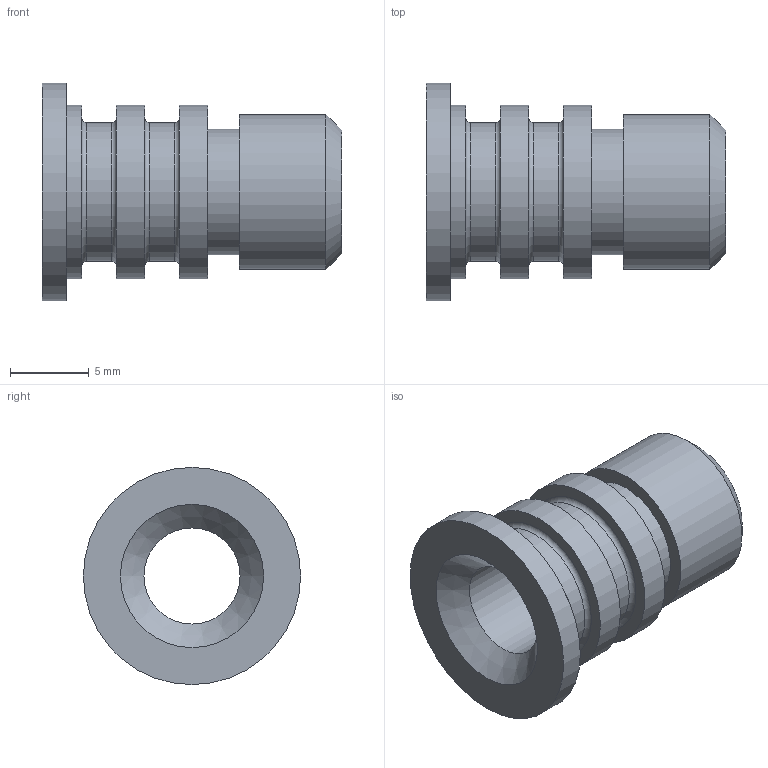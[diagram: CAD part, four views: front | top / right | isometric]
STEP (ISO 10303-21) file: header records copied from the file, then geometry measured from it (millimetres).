
FILE_DESCRIPTION(/* description */ (''),/* implementation_level */ '2;1');
FILE_NAME(/* name */ 'penetrator_LED.step',/* time_stamp */ '2024-09-25T12:03:19+02:00',/* author */ (''),/* organization */ (''),/* preprocessor_version */ 'ST-DEVELOPER v20',/* originating_system */ 'Autodesk Translation Framework v13.20.0.188',/* authorisation */ '');
FILE_SCHEMA (('AUTOMOTIVE_DESIGN { 1 0 10303 214 3 1 1 }'));
Length unit declared in the file: millimetre
Products named in the file (1): logger_penetrator_LED
Bounding box: 19 x 13.8 x 13.8 mm (x, y, z)
Volume: 932.3 mm3; surface area: 1343.1 mm2
Topology: 1 solids, 1 shells, 24 faces, 44 edges, 29 vertices
Faces by surface type: cylinder 9, plane 9, torus 4, cone 2
Full cylindrical faces by diameter (mm): 6.1 x1, 8 x1, 8.8 x2, 9.85 x1, 11 x3, 13.8 x1
Entity records: 650 total; most frequent: DIRECTION 127, CARTESIAN_POINT 98, ORIENTED_EDGE 88, AXIS2_PLACEMENT_3D 58, EDGE_CURVE 44, EDGE_LOOP 33, CIRCLE 33, VERTEX_POINT 29
